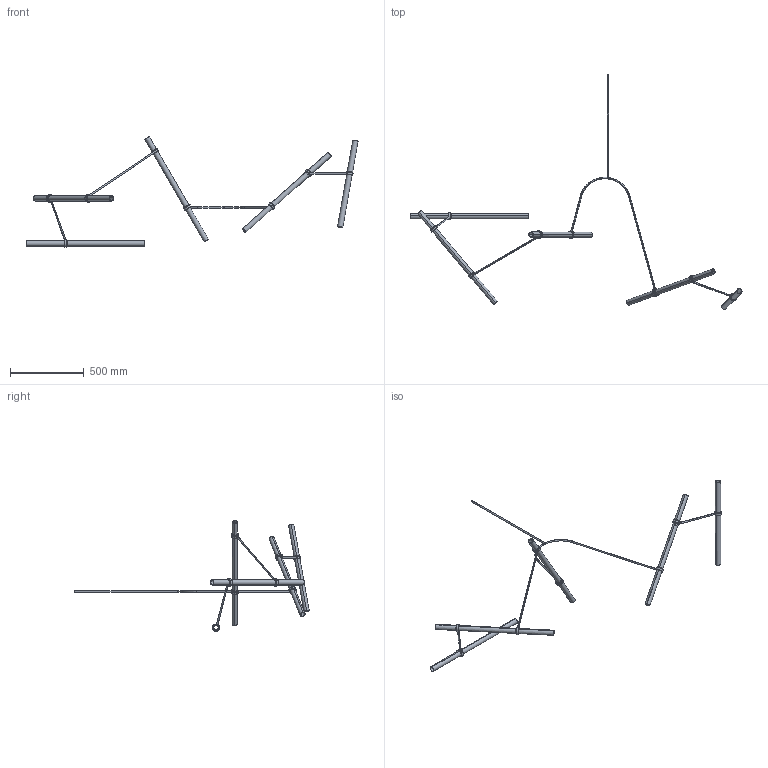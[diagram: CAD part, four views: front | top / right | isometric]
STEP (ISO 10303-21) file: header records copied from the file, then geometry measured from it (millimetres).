
FILE_DESCRIPTION (( 'STEP AP214' ), '1' );
FILE_NAME ('pendnat tube no 3.STEP', '2020-08-06T08:56:26', ( '' ), ( '' ), 'SwSTEP 2.0', 'SolidWorks 2015', '' );
FILE_SCHEMA (( 'AUTOMOTIVE_DESIGN' ));
Length unit declared in the file: millimetre
Products named in the file (8): Tube 800; ??? 600; ??? 300; pendnat tube no 3; ??? 2; tube 600; LINE; ????? ??????
Assembly tree (18 placements, depth 2):
  pendnat tube no 3
    Tube 800  x4
    tube 600
    ????? ??????  x8
    LINE
    ??? 2
    ??? 300  x2
    ??? 600
Bounding box: 2244.15 x 1584.34 x 748.24 mm (x, y, z)
Volume: 1327400.6 mm3; surface area: 943497.7 mm2
Topology: 18 solids, 18 shells, 270 faces, 594 edges, 368 vertices
Faces by surface type: cylinder 108, torus 80, plane 44, bspline 38
Entity records: 2873 total; most frequent: CARTESIAN_POINT 1137, DIRECTION 316, ORIENTED_EDGE 236, AXIS2_PLACEMENT_3D 144, EDGE_CURVE 118, CIRCLE 74, VERTEX_POINT 74, EDGE_LOOP 70
